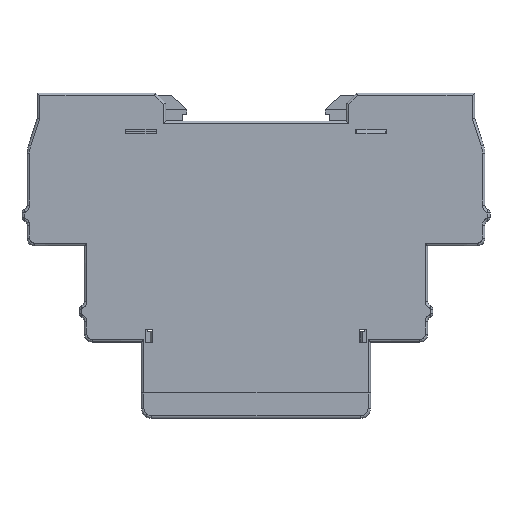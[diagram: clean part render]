
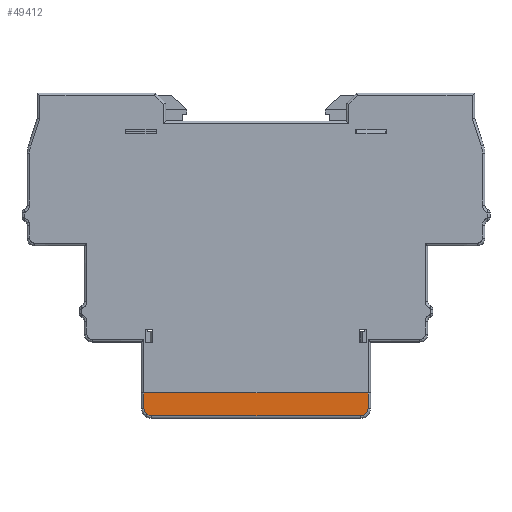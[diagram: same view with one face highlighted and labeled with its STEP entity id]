
A CAD part, left-side view. The second image highlights one B-rep face of the part: STEP entity #49412.
In plain terms, the highlighted planar face has unit normal (-1, 0, 0).
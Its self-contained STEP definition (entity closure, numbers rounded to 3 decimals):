
#2722 = EDGE_CURVE ( 'NONE', #7479, #48525, #9747, .T. ) ;
#2867 = CARTESIAN_POINT ( 'NONE',  ( -9., -22., 2. ) ) ;
#2941 = ORIENTED_EDGE ( 'NONE', *, *, #2722, .F. ) ;
#3442 = ORIENTED_EDGE ( 'NONE', *, *, #39504, .F. ) ;
#3483 = DIRECTION ( 'NONE',  ( 0., 0., -1. ) ) ;
#4134 = CARTESIAN_POINT ( 'NONE',  ( -9., 22., 5. ) ) ;
#4200 = ORIENTED_EDGE ( 'NONE', *, *, #23358, .F. ) ;
#7136 = PLANE ( 'NONE',  #46247 ) ;
#7479 = VERTEX_POINT ( 'NONE', #50002 ) ;
#7771 = VECTOR ( 'NONE', #18678, 1000. ) ;
#8294 = CARTESIAN_POINT ( 'NONE',  ( -9., -22., 2. ) ) ;
#9747 = LINE ( 'NONE', #38172, #43156 ) ;
#10194 = DIRECTION ( 'NONE',  ( 0., 0., 1. ) ) ;
#10518 = CARTESIAN_POINT ( 'NONE',  ( -9., 22., 2. ) ) ;
#11072 = CARTESIAN_POINT ( 'NONE',  ( -9., 22., 1.121 ) ) ;
#12262 = CARTESIAN_POINT ( 'NONE',  ( -9., -21.379, 0.5 ) ) ;
#14609 = EDGE_CURVE ( 'NONE', #17562, #7479, #28593, .T. ) ;
#15573 = ORIENTED_EDGE ( 'NONE', *, *, #14609, .F. ) ;
#17562 = VERTEX_POINT ( 'NONE', #4134 ) ;
#17770 = VECTOR ( 'NONE', #10194, 1000. ) ;
#17881 = VERTEX_POINT ( 'NONE', #48922 ) ;
#18678 = DIRECTION ( 'NONE',  ( 0., -1., 0. ) ) ;
#19274 = EDGE_CURVE ( 'NONE', #48547, #17562, #47279, .T. ) ;
#22418 = EDGE_CURVE ( 'NONE', #17881, #38276, #28331, .T. ) ;
#23358 = EDGE_CURVE ( 'NONE', #48525, #17881, #34435, .T. ) ;
#26157 = EDGE_LOOP ( 'NONE', ( #41617, #3442, #27797, #4200, #2941, #15573 ) ) ;
#27041 = DIRECTION ( 'NONE',  ( 1., 0., 0. ) ) ;
#27420 = DIRECTION ( 'NONE',  ( 0., 1., 0. ) ) ;
#27797 = ORIENTED_EDGE ( 'NONE', *, *, #22418, .F. ) ;
#28331 = LINE ( 'NONE', #46561, #47545 ) ;
#28593 = LINE ( 'NONE', #41776, #7771 ) ;
#30548 = CARTESIAN_POINT ( 'NONE',  ( -9., 20.5, 0.5 ) ) ;
#31715 = CARTESIAN_POINT ( 'NONE',  ( -9., -22., 1.121 ) ) ;
#32152 =( BOUNDED_CURVE ( )  B_SPLINE_CURVE ( 3, ( #30548, #34393, #11072, #38231 ),
 .UNSPECIFIED., .F., .T. ) 
 B_SPLINE_CURVE_WITH_KNOTS ( ( 4, 4 ),
 ( 0., 1. ),
 .UNSPECIFIED. ) 
 CURVE ( )  GEOMETRIC_REPRESENTATION_ITEM ( )  RATIONAL_B_SPLINE_CURVE ( ( 1., 0.805, 0.805, 1. ) ) 
 REPRESENTATION_ITEM ( '' )  );
#33723 = CARTESIAN_POINT ( 'NONE',  ( -9., 22., 5. ) ) ;
#34393 = CARTESIAN_POINT ( 'NONE',  ( -9., 21.379, 0.5 ) ) ;
#34435 =( BOUNDED_CURVE ( )  B_SPLINE_CURVE ( 3, ( #8294, #31715, #12262, #39391 ),
 .UNSPECIFIED., .F., .T. ) 
 B_SPLINE_CURVE_WITH_KNOTS ( ( 4, 4 ),
 ( 0., 1. ),
 .UNSPECIFIED. ) 
 CURVE ( )  GEOMETRIC_REPRESENTATION_ITEM ( )  RATIONAL_B_SPLINE_CURVE ( ( 1., 0.805, 0.805, 1. ) ) 
 REPRESENTATION_ITEM ( '' )  );
#37861 = DIRECTION ( 'NONE',  ( 0., 0., -1. ) ) ;
#38172 = CARTESIAN_POINT ( 'NONE',  ( -9., -22., 5. ) ) ;
#38231 = CARTESIAN_POINT ( 'NONE',  ( -9., 22., 2. ) ) ;
#38276 = VERTEX_POINT ( 'NONE', #49250 ) ;
#39391 = CARTESIAN_POINT ( 'NONE',  ( -9., -20.5, 0.5 ) ) ;
#39504 = EDGE_CURVE ( 'NONE', #38276, #48547, #32152, .T. ) ;
#41617 = ORIENTED_EDGE ( 'NONE', *, *, #19274, .F. ) ;
#41776 = CARTESIAN_POINT ( 'NONE',  ( -9., 22.5, 5. ) ) ;
#43156 = VECTOR ( 'NONE', #37861, 1000. ) ;
#46247 = AXIS2_PLACEMENT_3D ( 'NONE', #49983, #27041, #3483 ) ;
#46561 = CARTESIAN_POINT ( 'NONE',  ( -9., 22.5, 0.5 ) ) ;
#47279 = LINE ( 'NONE', #33723, #17770 ) ;
#47545 = VECTOR ( 'NONE', #27420, 1000. ) ;
#48525 = VERTEX_POINT ( 'NONE', #2867 ) ;
#48547 = VERTEX_POINT ( 'NONE', #10518 ) ;
#48922 = CARTESIAN_POINT ( 'NONE',  ( -9., -20.5, 0.5 ) ) ;
#49250 = CARTESIAN_POINT ( 'NONE',  ( -9., 20.5, 0.5 ) ) ;
#49316 = FACE_OUTER_BOUND ( 'NONE', #26157, .T. ) ;
#49412 = ADVANCED_FACE ( 'NONE', ( #49316 ), #7136, .F. ) ;
#49983 = CARTESIAN_POINT ( 'NONE',  ( -9., 22.5, 5. ) ) ;
#50002 = CARTESIAN_POINT ( 'NONE',  ( -9., -22., 5. ) ) ;
